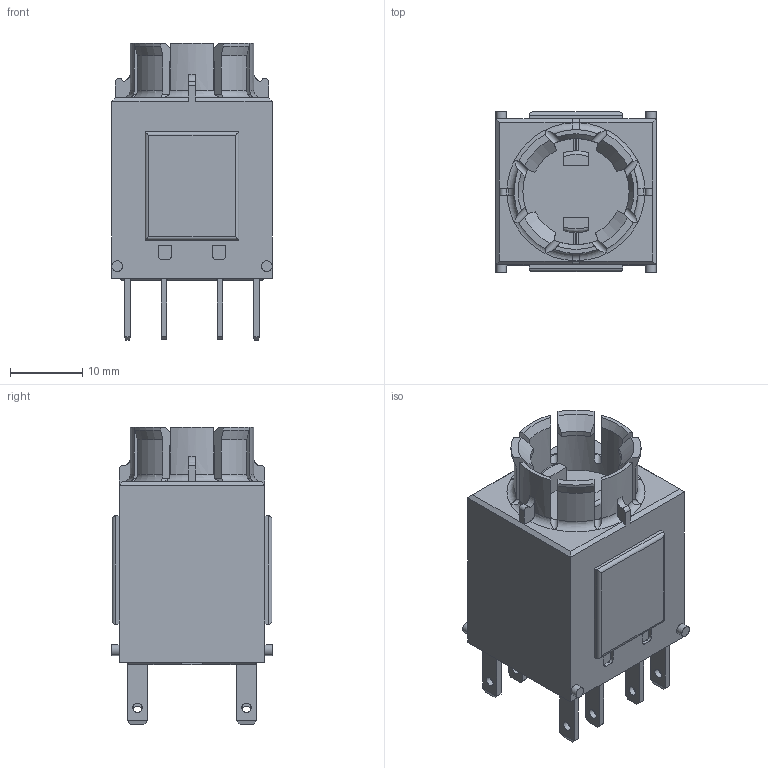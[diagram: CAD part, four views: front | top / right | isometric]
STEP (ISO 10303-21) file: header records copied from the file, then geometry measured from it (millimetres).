
FILE_DESCRIPTION(/* description */ (''),/* implementation_level */ '2;1');
FILE_NAME(/* name */ 'AZ4O_ipt.stp',/* time_stamp */ '2017-03-30T10:04:31+02:00',/* author */ ('ahoffmann'),/* organization */ (''),/* preprocessor_version */ 'ST-DEVELOPER v16.1',/* originating_system */ 'Autodesk Inventor 2016',/* authorisation */ '');
FILE_SCHEMA (('AUTOMOTIVE_DESIGN { 1 0 10303 214 3 1 1 }'));
Length unit declared in the file: centimetre
Products named in the file (1): AZ4O_ipt
Bounding box: 22.2 x 22.2 x 41.1 mm (x, y, z)
Volume: 11965 mm3; surface area: 4982.6 mm2
Topology: 1 solids, 9 shells, 1060 faces, 2979 edges, 1967 vertices
Faces by surface type: plane 947, cylinder 77, torus 22, cone 12, bspline 2
Full cylindrical faces by diameter (mm): 1.3 x8, 1.5 x4, 14.7 x1
Entity records: 34038 total; most frequent: CARTESIAN_POINT 6834, ORIENTED_EDGE 5922, DIRECTION 5132, EDGE_CURVE 2961, LINE 2660, VECTOR 2660, VERTEX_POINT 1962, AXIS2_PLACEMENT_3D 1236
